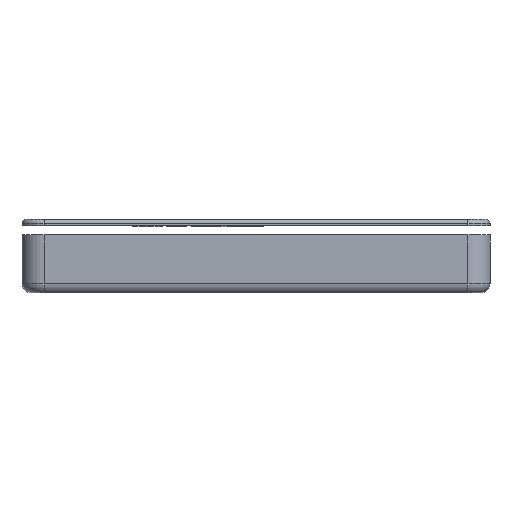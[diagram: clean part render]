
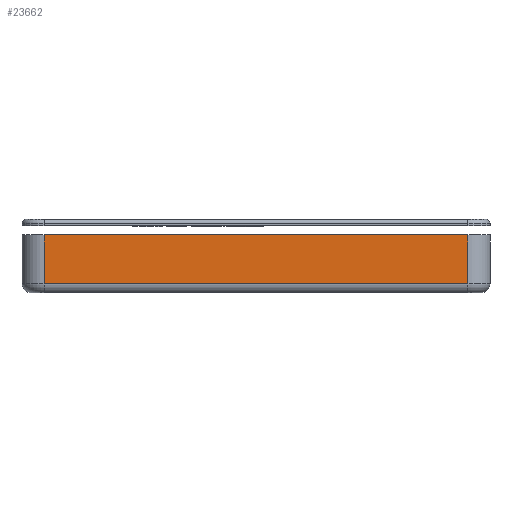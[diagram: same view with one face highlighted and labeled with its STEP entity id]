
A CAD part, front view. The second image highlights one B-rep face of the part: STEP entity #23662.
In plain terms, the highlighted planar face has unit normal (0, -1, 0).
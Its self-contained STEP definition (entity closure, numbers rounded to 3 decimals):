
#2297=FACE_OUTER_BOUND('',#3484,.T.);
#3484=EDGE_LOOP('',(#22123,#22124,#22125,#22126));
#5953=LINE('',#42981,#8447);
#5984=LINE('',#43065,#8478);
#5985=LINE('',#43076,#8479);
#5987=LINE('',#43079,#8481);
#8447=VECTOR('',#30335,10.);
#8478=VECTOR('',#30414,10.);
#8479=VECTOR('',#30427,10.);
#8481=VECTOR('',#30431,10.);
#12340=VERTEX_POINT('',#42974);
#12342=VERTEX_POINT('',#42979);
#12370=VERTEX_POINT('',#43062);
#12371=VERTEX_POINT('',#43064);
#16145=EDGE_CURVE('',#12342,#12340,#5953,.T.);
#16188=EDGE_CURVE('',#12370,#12371,#5984,.T.);
#16194=EDGE_CURVE('',#12340,#12370,#5985,.T.);
#16196=EDGE_CURVE('',#12371,#12342,#5987,.T.);
#22123=ORIENTED_EDGE('',*,*,#16145,.F.);
#22124=ORIENTED_EDGE('',*,*,#16196,.F.);
#22125=ORIENTED_EDGE('',*,*,#16188,.F.);
#22126=ORIENTED_EDGE('',*,*,#16194,.F.);
#22604=PLANE('',#25238);
#23662=ADVANCED_FACE('',(#2297),#22604,.T.);
#25238=AXIS2_PLACEMENT_3D('',#43078,#30429,#30430);
#30335=DIRECTION('',(-1.,0.,0.));
#30414=DIRECTION('',(1.,0.,0.));
#30427=DIRECTION('',(0.,0.,1.));
#30429=DIRECTION('center_axis',(0.,-1.,0.));
#30430=DIRECTION('ref_axis',(1.,0.,0.));
#30431=DIRECTION('',(0.,0.,-1.));
#42974=CARTESIAN_POINT('',(-5.,-10.,2.));
#42979=CARTESIAN_POINT('',(90.2,-10.,2.));
#42981=CARTESIAN_POINT('',(16.3,-10.,2.));
#43062=CARTESIAN_POINT('',(-5.,-10.,13.));
#43064=CARTESIAN_POINT('',(90.2,-10.,13.));
#43065=CARTESIAN_POINT('',(95.2,-10.,13.));
#43076=CARTESIAN_POINT('',(-5.,-10.,0.));
#43078=CARTESIAN_POINT('Origin',(-10.,-10.,0.));
#43079=CARTESIAN_POINT('',(90.2,-10.,0.));
